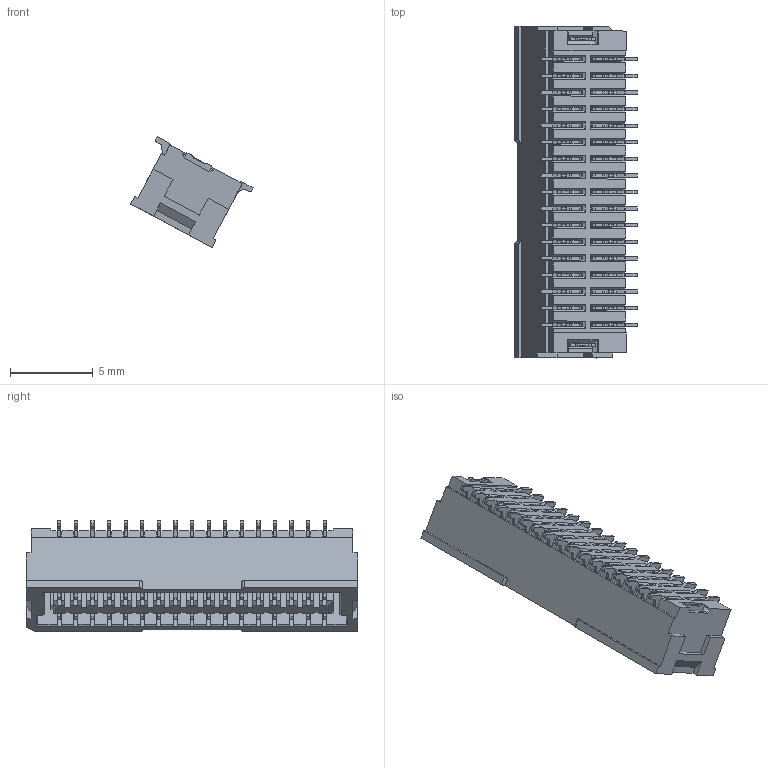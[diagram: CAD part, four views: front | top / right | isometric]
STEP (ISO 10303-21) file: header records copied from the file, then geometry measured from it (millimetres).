
FILE_DESCRIPTION (( 'STEP AP203' ), '1' );
FILE_NAME ('FWF10014-D34S83NAM.STEP', '2025-11-21T06:02:30', ( '' ), ( '' ), 'SwSTEP 2.0', 'SolidWorks 2021', '' );
FILE_SCHEMA (( 'CONFIG_CONTROL_DESIGN' ));
Products named in the file (1): FWF10014-D34S83NAM
Bounding box: 7.38 x 20 x 6.68 mm (x, y, z)
Volume: 284.6 mm3; surface area: 1410.9 mm2
Topology: 20 solids, 20 shells, 3101 faces, 9579 edges, 6333 vertices
Faces by surface type: plane 1891, cylinder 1178, bspline 32
Entity records: 107553 total; most frequent: CARTESIAN_POINT 21763, ORIENTED_EDGE 19158, DIRECTION 16785, EDGE_CURVE 9579, VECTOR 7013, LINE 7013, VERTEX_POINT 6333, AXIS2_PLACEMENT_3D 4886
